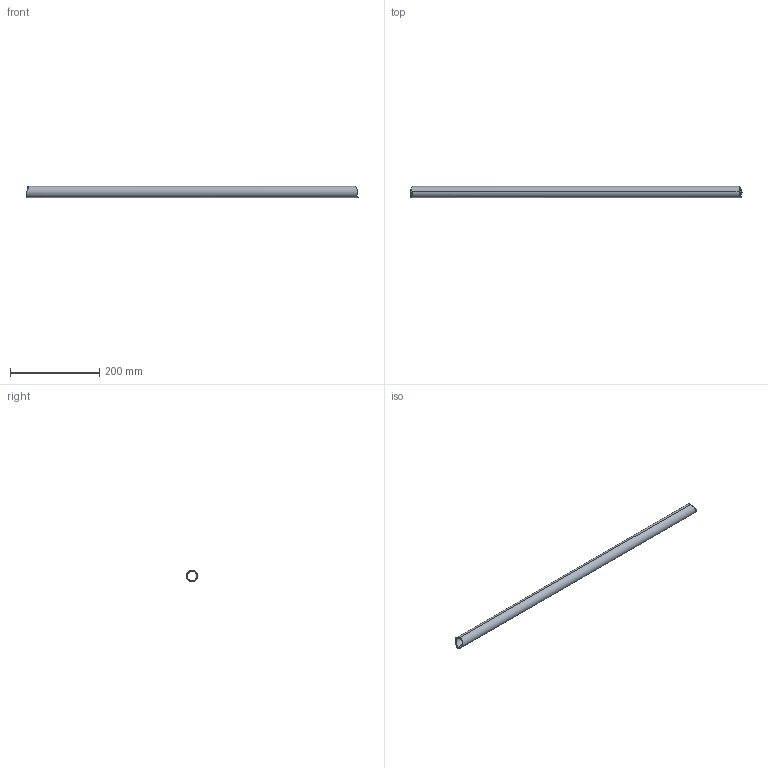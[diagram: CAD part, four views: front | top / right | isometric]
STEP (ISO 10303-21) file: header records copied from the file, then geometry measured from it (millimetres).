
FILE_DESCRIPTION(('STEP AP214'),'1');
FILE_NAME('10.stp','2018-02-08T14:41:42',(' '),(' '),'Spatial InterOp 3D',' ',' ');
FILE_SCHEMA(('automotive_design'));
Length unit declared in the file: metre
Products named in the file (1): Corps1
Bounding box: 743.42 x 25 x 25 mm (x, y, z)
Volume: 81437.9 mm3; surface area: 108870.8 mm2
Topology: 1 solids, 1 shells, 12 faces, 34 edges, 22 vertices
Faces by surface type: cylinder 12
Entity records: 967 total; most frequent: CARTESIAN_POINT 569, ORIENTED_EDGE 68, DIRECTION 42, EDGE_CURVE 34, VERTEX_POINT 22, B_SPLINE_CURVE_WITH_KNOTS 22, AXIS2_PLACEMENT_3D 17, STYLED_ITEM 13
